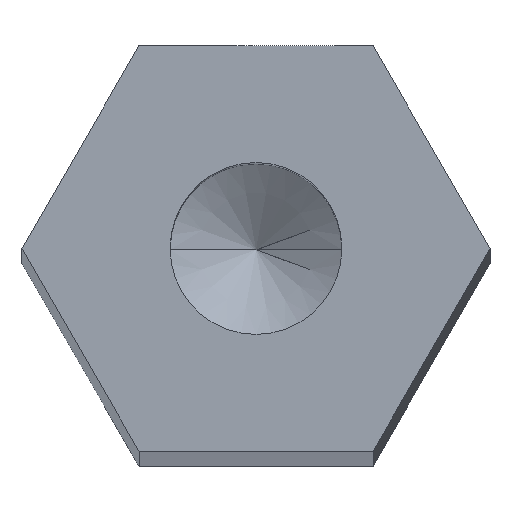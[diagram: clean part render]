
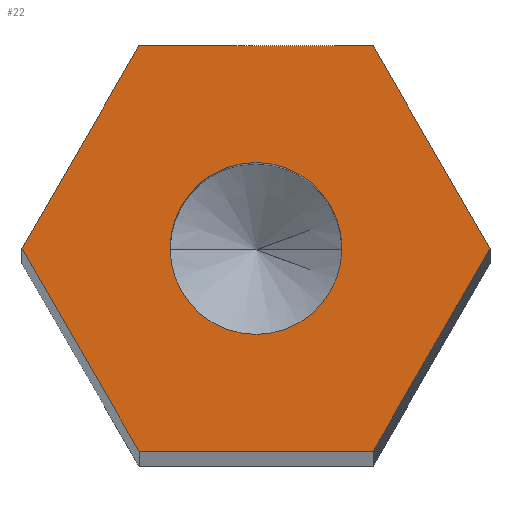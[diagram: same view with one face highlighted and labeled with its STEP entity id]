
A CAD part, top view. The second image highlights one B-rep face of the part: STEP entity #22.
In plain terms, the highlighted planar face has unit normal (0, 0, 1).
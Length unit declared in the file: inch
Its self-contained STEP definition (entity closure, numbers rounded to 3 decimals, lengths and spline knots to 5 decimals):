
#1 = ORIENTED_EDGE ( 'NONE', *, *, #308, .F. ) ;
#9 = CARTESIAN_POINT ( 'NONE',  ( 0., 0., 8. ) ) ;
#19 = VERTEX_POINT ( 'NONE', #474 ) ;
#21 = VECTOR ( 'NONE', #416, 39.37008 ) ;
#22 = ADVANCED_FACE ( 'NONE', ( #163, #425 ), #242, .T. ) ;
#23 = LINE ( 'NONE', #28, #368 ) ;
#24 = EDGE_LOOP ( 'NONE', ( #508, #279, #75, #115, #43, #77 ) ) ;
#28 = CARTESIAN_POINT ( 'NONE',  ( 0.10825, -0.1875, 8. ) ) ;
#29 = VERTEX_POINT ( 'NONE', #72 ) ;
#37 = EDGE_LOOP ( 'NONE', ( #1, #377 ) ) ;
#42 = CARTESIAN_POINT ( 'NONE',  ( 0., 0., 8. ) ) ;
#43 = ORIENTED_EDGE ( 'NONE', *, *, #219, .T. ) ;
#45 = EDGE_CURVE ( 'NONE', #19, #161, #363, .T. ) ;
#50 = CARTESIAN_POINT ( 'NONE',  ( -0.10825, 0.1875, 8. ) ) ;
#52 = AXIS2_PLACEMENT_3D ( 'NONE', #9, #247, #168 ) ;
#72 = CARTESIAN_POINT ( 'NONE',  ( 0.10825, -0.1875, 8. ) ) ;
#75 = ORIENTED_EDGE ( 'NONE', *, *, #45, .T. ) ;
#77 = ORIENTED_EDGE ( 'NONE', *, *, #249, .T. ) ;
#83 = CIRCLE ( 'NONE', #218, 0.0795 ) ;
#102 = CARTESIAN_POINT ( 'NONE',  ( 0.10825, 0.1875, 8. ) ) ;
#108 = EDGE_CURVE ( 'NONE', #319, #390, #164, .T. ) ;
#115 = ORIENTED_EDGE ( 'NONE', *, *, #353, .T. ) ;
#117 = VECTOR ( 'NONE', #118, 39.37008 ) ;
#118 = DIRECTION ( 'NONE',  ( -1., 0., 0. ) ) ;
#130 = AXIS2_PLACEMENT_3D ( 'NONE', #42, #358, #321 ) ;
#150 = CARTESIAN_POINT ( 'NONE',  ( 0.10825, 0.1875, 8. ) ) ;
#161 = VERTEX_POINT ( 'NONE', #327 ) ;
#163 = FACE_BOUND ( 'NONE', #37, .T. ) ;
#164 = CIRCLE ( 'NONE', #52, 0.0795 ) ;
#168 = DIRECTION ( 'NONE',  ( 1., 0., 0. ) ) ;
#180 = VERTEX_POINT ( 'NONE', #102 ) ;
#182 = DIRECTION ( 'NONE',  ( 0.5, 0.866, 0. ) ) ;
#190 = CARTESIAN_POINT ( 'NONE',  ( -0.21651, 0., 8. ) ) ;
#213 = VECTOR ( 'NONE', #473, 39.37008 ) ;
#218 = AXIS2_PLACEMENT_3D ( 'NONE', #263, #266, #223 ) ;
#219 = EDGE_CURVE ( 'NONE', #381, #29, #406, .T. ) ;
#222 = CARTESIAN_POINT ( 'NONE',  ( 0.21651, 0., 8. ) ) ;
#223 = DIRECTION ( 'NONE',  ( 1., 0., 0. ) ) ;
#242 = PLANE ( 'NONE',  #130 ) ;
#245 = VECTOR ( 'NONE', #403, 39.37008 ) ;
#247 = DIRECTION ( 'NONE',  ( 0., 0., 1. ) ) ;
#249 = EDGE_CURVE ( 'NONE', #29, #463, #23, .T. ) ;
#263 = CARTESIAN_POINT ( 'NONE',  ( 0., 0., 8. ) ) ;
#266 = DIRECTION ( 'NONE',  ( 0., 0., 1. ) ) ;
#273 = LINE ( 'NONE', #150, #117 ) ;
#279 = ORIENTED_EDGE ( 'NONE', *, *, #444, .T. ) ;
#299 = LINE ( 'NONE', #222, #21 ) ;
#308 = EDGE_CURVE ( 'NONE', #390, #319, #83, .T. ) ;
#309 = CARTESIAN_POINT ( 'NONE',  ( 0.21651, 0., 8. ) ) ;
#319 = VERTEX_POINT ( 'NONE', #374 ) ;
#321 = DIRECTION ( 'NONE',  ( 1., 0., 0. ) ) ;
#327 = CARTESIAN_POINT ( 'NONE',  ( -0.21651, 0., 8. ) ) ;
#353 = EDGE_CURVE ( 'NONE', #161, #381, #502, .T. ) ;
#358 = DIRECTION ( 'NONE',  ( 0., 0., 1. ) ) ;
#363 = LINE ( 'NONE', #50, #245 ) ;
#368 = VECTOR ( 'NONE', #182, 39.37008 ) ;
#374 = CARTESIAN_POINT ( 'NONE',  ( -0.0795, 0., 8. ) ) ;
#377 = ORIENTED_EDGE ( 'NONE', *, *, #108, .F. ) ;
#381 = VERTEX_POINT ( 'NONE', #465 ) ;
#383 = CARTESIAN_POINT ( 'NONE',  ( -0.10825, -0.1875, 8. ) ) ;
#390 = VERTEX_POINT ( 'NONE', #434 ) ;
#403 = DIRECTION ( 'NONE',  ( -0.5, -0.866, 0. ) ) ;
#406 = LINE ( 'NONE', #383, #492 ) ;
#412 = DIRECTION ( 'NONE',  ( 1., 0., 0. ) ) ;
#416 = DIRECTION ( 'NONE',  ( -0.5, 0.866, 0. ) ) ;
#425 = FACE_OUTER_BOUND ( 'NONE', #24, .T. ) ;
#434 = CARTESIAN_POINT ( 'NONE',  ( 0.0795, 0., 8. ) ) ;
#444 = EDGE_CURVE ( 'NONE', #180, #19, #273, .T. ) ;
#463 = VERTEX_POINT ( 'NONE', #309 ) ;
#465 = CARTESIAN_POINT ( 'NONE',  ( -0.10825, -0.1875, 8. ) ) ;
#473 = DIRECTION ( 'NONE',  ( 0.5, -0.866, 0. ) ) ;
#474 = CARTESIAN_POINT ( 'NONE',  ( -0.10825, 0.1875, 8. ) ) ;
#492 = VECTOR ( 'NONE', #412, 39.37008 ) ;
#502 = LINE ( 'NONE', #190, #213 ) ;
#505 = EDGE_CURVE ( 'NONE', #463, #180, #299, .T. ) ;
#508 = ORIENTED_EDGE ( 'NONE', *, *, #505, .T. ) ;
